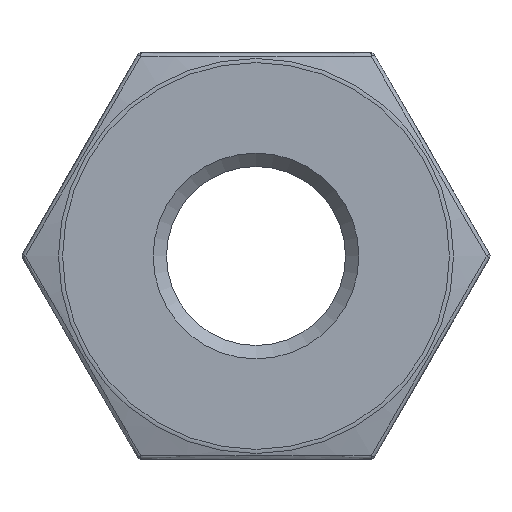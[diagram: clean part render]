
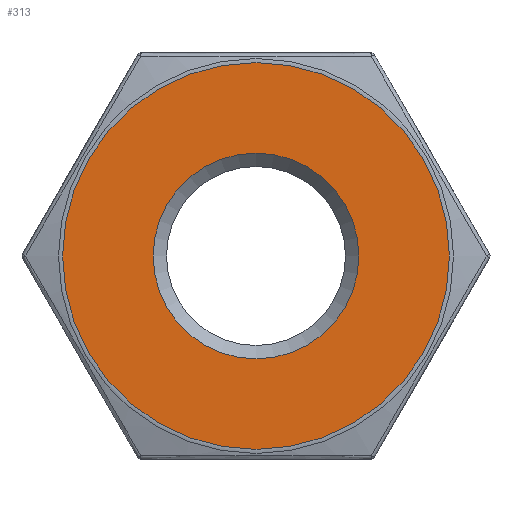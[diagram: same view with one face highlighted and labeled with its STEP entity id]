
A CAD part, left-side view. The second image highlights one B-rep face of the part: STEP entity #313.
In plain terms, the highlighted planar face has unit normal (-1, 0, 0).
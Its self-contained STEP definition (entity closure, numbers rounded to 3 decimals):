
#313 = ADVANCED_FACE ( 'NONE', ( #13775, #12768 ), #3024, .F. ) ;
#2032 = AXIS2_PLACEMENT_3D ( 'NONE', #11154, #3538, #13219 ) ;
#2415 = VERTEX_POINT ( 'NONE', #4685 ) ;
#3024 = PLANE ( 'NONE',  #5111 ) ;
#3092 = CARTESIAN_POINT ( 'NONE',  ( 0., 0., 0. ) ) ;
#3538 = DIRECTION ( 'NONE',  ( -1., 0., 0. ) ) ;
#4325 = EDGE_LOOP ( 'NONE', ( #9408 ) ) ;
#4685 = CARTESIAN_POINT ( 'NONE',  ( 0., 0., -12.368 ) ) ;
#5111 = AXIS2_PLACEMENT_3D ( 'NONE', #3092, #8401, #5306 ) ;
#5306 = DIRECTION ( 'NONE',  ( 0., 1., 0. ) ) ;
#5858 = EDGE_CURVE ( 'NONE', #2415, #2415, #6002, .T. ) ;
#6002 = CIRCLE ( 'NONE', #8013, 12.368 ) ;
#7068 = CARTESIAN_POINT ( 'NONE',  ( 0., 0., 0. ) ) ;
#7621 = DIRECTION ( 'NONE',  ( -1., 0., 0. ) ) ;
#8013 = AXIS2_PLACEMENT_3D ( 'NONE', #7068, #7621, #10775 ) ;
#8401 = DIRECTION ( 'NONE',  ( 1., 0., 0. ) ) ;
#9408 = ORIENTED_EDGE ( 'NONE', *, *, #9894, .F. ) ;
#9424 = ORIENTED_EDGE ( 'NONE', *, *, #5858, .T. ) ;
#9894 = EDGE_CURVE ( 'NONE', #13231, #13231, #13768, .T. ) ;
#10190 = CARTESIAN_POINT ( 'NONE',  ( 0., 0., 6.578 ) ) ;
#10775 = DIRECTION ( 'NONE',  ( 0., 0., -1. ) ) ;
#11154 = CARTESIAN_POINT ( 'NONE',  ( 0., 0., 0. ) ) ;
#11308 = EDGE_LOOP ( 'NONE', ( #9424 ) ) ;
#12768 = FACE_OUTER_BOUND ( 'NONE', #11308, .T. ) ;
#13219 = DIRECTION ( 'NONE',  ( 0., 0., 1. ) ) ;
#13231 = VERTEX_POINT ( 'NONE', #10190 ) ;
#13768 = CIRCLE ( 'NONE', #2032, 6.578 ) ;
#13775 = FACE_BOUND ( 'NONE', #4325, .T. ) ;
